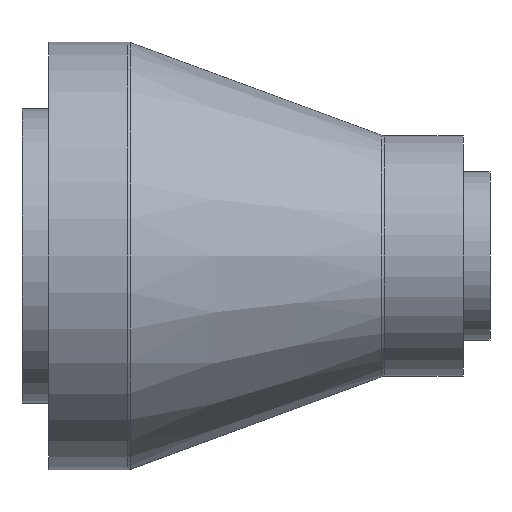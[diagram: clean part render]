
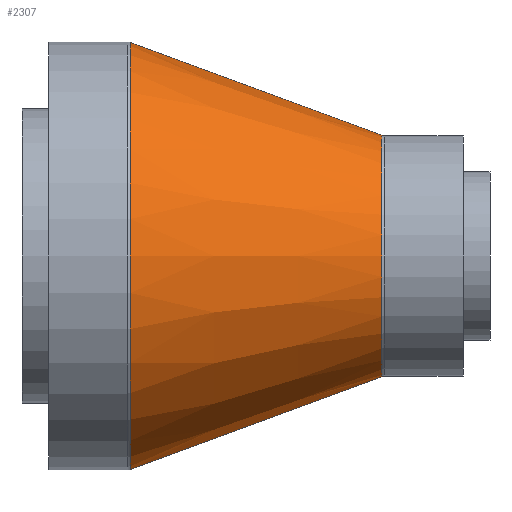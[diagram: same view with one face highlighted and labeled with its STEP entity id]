
A CAD part, front view. The second image highlights one B-rep face of the part: STEP entity #2307.
In plain terms, the highlighted conical face has half-angle 20.225 degrees and reference radius 45.185 mm.
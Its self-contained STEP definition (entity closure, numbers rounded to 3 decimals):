
#4 = ORIENTED_EDGE ( 'NONE', *, *, #826, .T. ) ;
#9 = FACE_OUTER_BOUND ( 'NONE', #1304, .T. ) ;
#86 = ORIENTED_EDGE ( 'NONE', *, *, #1508, .F. ) ;
#483 = CARTESIAN_POINT ( 'NONE',  ( -64.931, -34.734, -79.815 ) ) ;
#510 = CARTESIAN_POINT ( 'NONE',  ( 29.065, -34.734, -45.185 ) ) ;
#549 = DIRECTION ( 'NONE',  ( 0., 0., 1. ) ) ;
#558 = DIRECTION ( 'NONE',  ( -1., 0., 0. ) ) ;
#570 = CARTESIAN_POINT ( 'NONE',  ( -64.931, -34.734, 0. ) ) ;
#576 = AXIS2_PLACEMENT_3D ( 'NONE', #2182, #2730, #2189 ) ;
#630 = ORIENTED_EDGE ( 'NONE', *, *, #2825, .F. ) ;
#792 = CARTESIAN_POINT ( 'NONE',  ( 29.065, -34.734, -45.185 ) ) ;
#826 = EDGE_CURVE ( 'NONE', #1077, #2010, #1534, .T. ) ;
#909 = EDGE_CURVE ( 'NONE', #2010, #1237, #1853, .T. ) ;
#1077 = VERTEX_POINT ( 'NONE', #510 ) ;
#1080 = DIRECTION ( 'NONE',  ( -0.938, 0., 0.346 ) ) ;
#1111 = CARTESIAN_POINT ( 'NONE',  ( 29.065, -34.734, 45.185 ) ) ;
#1116 = CARTESIAN_POINT ( 'NONE',  ( 29.065, -34.734, 0. ) ) ;
#1130 = DIRECTION ( 'NONE',  ( -1., 0., 0. ) ) ;
#1139 = DIRECTION ( 'NONE',  ( 0., 0., 1. ) ) ;
#1237 = VERTEX_POINT ( 'NONE', #2107 ) ;
#1304 = EDGE_LOOP ( 'NONE', ( #86, #4, #1767, #630 ) ) ;
#1508 = EDGE_CURVE ( 'NONE', #1077, #2915, #1606, .T. ) ;
#1534 = CIRCLE ( 'NONE', #1979, 45.185 ) ;
#1566 = CIRCLE ( 'NONE', #2732, 79.815 ) ;
#1606 = LINE ( 'NONE', #792, #1845 ) ;
#1767 = ORIENTED_EDGE ( 'NONE', *, *, #909, .T. ) ;
#1845 = VECTOR ( 'NONE', #2865, 1000. ) ;
#1853 = LINE ( 'NONE', #1111, #1993 ) ;
#1979 = AXIS2_PLACEMENT_3D ( 'NONE', #1116, #1130, #1139 ) ;
#1993 = VECTOR ( 'NONE', #1080, 1000. ) ;
#1998 = CONICAL_SURFACE ( 'NONE', #576, 45.185, 0.353 ) ;
#2010 = VERTEX_POINT ( 'NONE', #2492 ) ;
#2107 = CARTESIAN_POINT ( 'NONE',  ( -64.931, -34.734, 79.815 ) ) ;
#2182 = CARTESIAN_POINT ( 'NONE',  ( 29.065, -34.734, 0. ) ) ;
#2189 = DIRECTION ( 'NONE',  ( 0., 0., 1. ) ) ;
#2307 = ADVANCED_FACE ( 'NONE', ( #9 ), #1998, .T. ) ;
#2492 = CARTESIAN_POINT ( 'NONE',  ( 29.065, -34.734, 45.185 ) ) ;
#2730 = DIRECTION ( 'NONE',  ( -1., 0., 0. ) ) ;
#2732 = AXIS2_PLACEMENT_3D ( 'NONE', #570, #558, #549 ) ;
#2825 = EDGE_CURVE ( 'NONE', #2915, #1237, #1566, .T. ) ;
#2865 = DIRECTION ( 'NONE',  ( -0.938, 0., -0.346 ) ) ;
#2915 = VERTEX_POINT ( 'NONE', #483 ) ;
